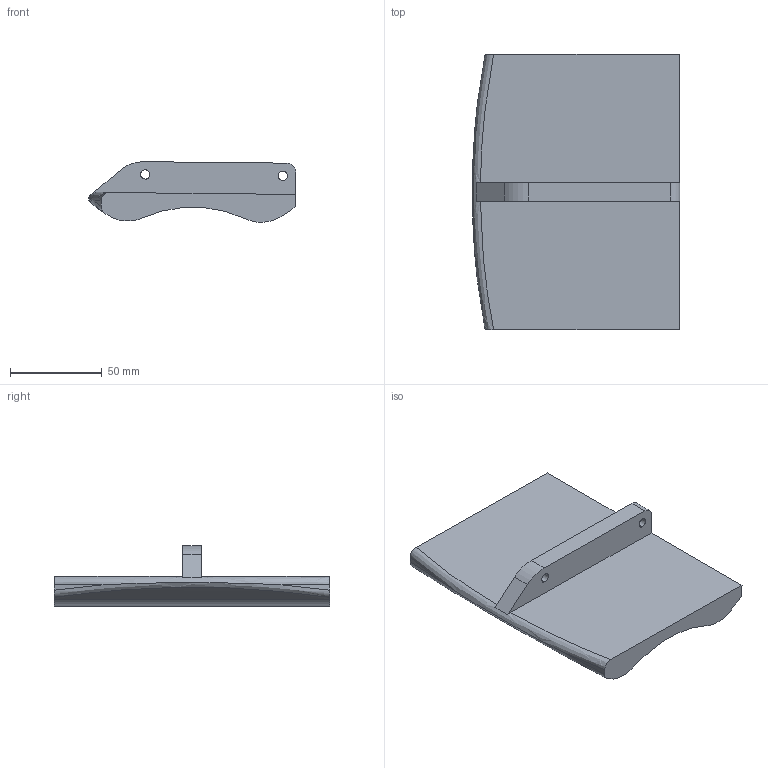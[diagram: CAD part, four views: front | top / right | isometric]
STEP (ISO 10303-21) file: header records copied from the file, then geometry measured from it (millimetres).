
FILE_DESCRIPTION(('FreeCAD Model'),'2;1');
FILE_NAME('PalavV1.step','2020-04-17T11:46:07',('Author'),(''), 'Open CASCADE STEP processor 7.3','FreeCAD','Unknown');
FILE_SCHEMA(('AUTOMOTIVE_DESIGN { 1 0 10303 214 1 1 1 1 }'));
Length unit declared in the file: millimetre
Products named in the file (1): Pala
Bounding box: 113.08 x 150 x 33.04 mm (x, y, z)
Volume: 202483.8 mm3; surface area: 42130.5 mm2
Topology: 1 solids, 1 shells, 24 faces, 66 edges, 44 vertices
Faces by surface type: cylinder 11, plane 9, bspline 4
Entity records: 2341 total; most frequent: CARTESIAN_POINT 1094, DIRECTION 203, ORIENTED_EDGE 132, PCURVE 132, DEFINITIONAL_REPRESENTATION 132, LINE 107, VECTOR 107, EDGE_CURVE 66
